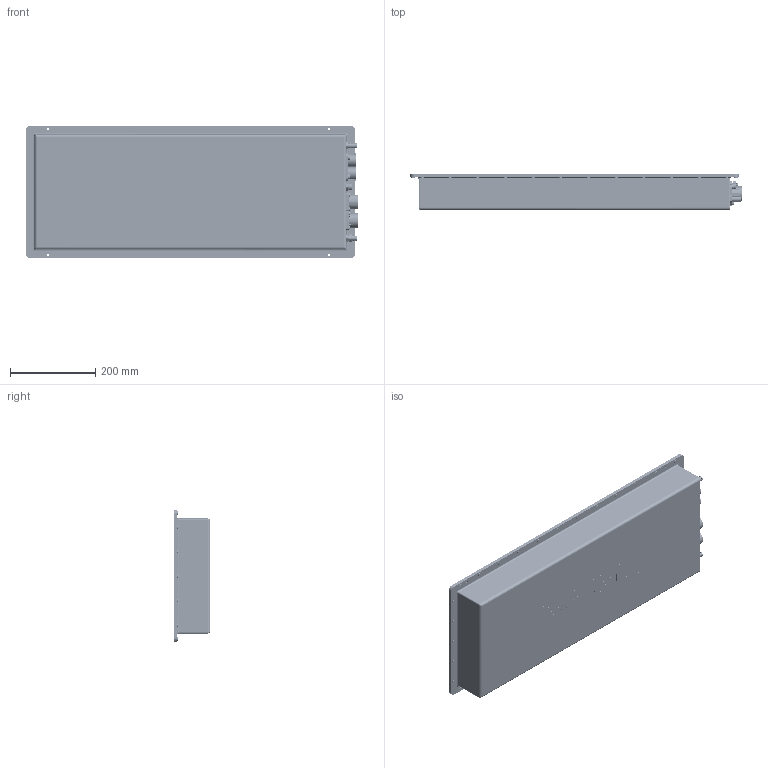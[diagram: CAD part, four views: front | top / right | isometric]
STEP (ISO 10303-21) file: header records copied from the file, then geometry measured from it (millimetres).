
FILE_DESCRIPTION (( 'STEP AP203' ), '1' );
FILE_NAME ('CONV-DCDC-20KW-EADB-01-A.STEP', '2017-01-25T09:13:32', ( 'marjorie' ), ( 'Microsoft' ), 'SwSTEP 2.0', 'SolidWorks 2016', '' );
FILE_SCHEMA (( 'CONFIG_CONTROL_DESIGN' ));
Length unit declared in the file: millimetre
Products named in the file (23): Capot version double; Sub-D 9pts IP67; Amphenol P00X-500-10-6; Rond Elastique D4; Joint V1; Etiquette Danger électrique; Union legris 01911013; etiquette ce PP revue; Rond Alu D10; CONV-DCDC-20KW-EADB-01-A; 1419658; Rond Elastique D3; Ecrou alu H M10; Joint torique N°13; Rond Elastique D6; 1410508_; Amphenol PL08-2X-300-10-6; Vis CBLX M3x6; Boîtier tôle long; 415371; Vis CBLX M6x12; Vis FX M4x10; Vis CBLX M4x16
Assembly tree (81 placements, depth 3):
  CONV-DCDC-20KW-EADB-01-A
    Boîtier tôle long
    Joint V1
    Capot version double
    Vis FX M4x10  x34
    Amphenol PL08-2X-300-10-6
    Amphenol P00X-500-10-6  x2
    Ecrou alu H M10
    Joint torique N°13  x2
    Rond Alu D10  x2
    Sub-D 9pts IP67
    Rond Elastique D4  x8
    Rond Elastique D6  x4
    Vis CBLX M4x16  x8
    Vis CBLX M6x12  x4
    Vis CBLX M3x6  x2
    Rond Elastique D3  x2
    1419658
      1410508_
      415371
    Etiquette Danger électrique
    etiquette ce PP revue
    Union legris 01911013  x2
Bounding box: 779.2 x 85.4 x 310 mm (x, y, z)
Volume: 2066547.1 mm3; surface area: 1562936.2 mm2
Topology: 161 solids, 161 shells, 6101 faces, 15373 edges, 10097 vertices
Faces by surface type: plane 3154, cylinder 1384, bspline 1120, cone 413, torus 30
Full cylindrical faces by diameter (mm): 0.87 x5, 0.9 x5, 1.2 x4, 1.5 x4, 1.52 x1, 3 x4, 3.2 x4, 3.3 x42, 3.5 x1, 4 x47, 4.3 x24, 4.5 x68, 5 x9, 5.38 x42, 5.5 x38, 5.6 x2, 6 x12, 6.2 x4, 6.3 x4, 6.4 x4, 6.608 x1, 7 x6, 7.408 x1, 7.87 x42, 8 x35, 8.4 x34, 8.5 x2, 9 x2, 9.5 x1, 9.6 x1
Entity records: 210902 total; most frequent: CARTESIAN_POINT 103444, ORIENTED_EDGE 22374, DIRECTION 17463, EDGE_CURVE 11187, VERTEX_POINT 7659, LINE 7189, VECTOR 7189, EDGE_LOOP 5922
